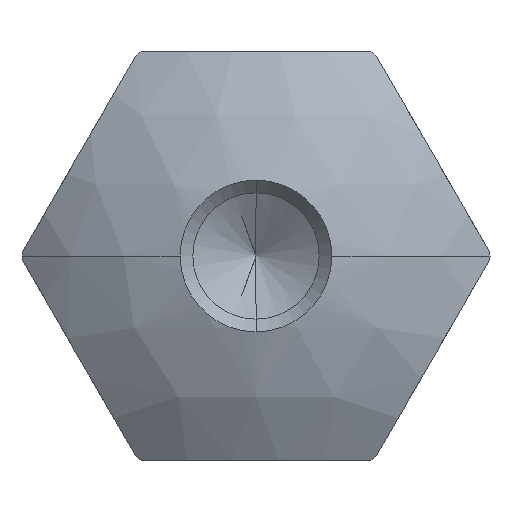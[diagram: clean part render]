
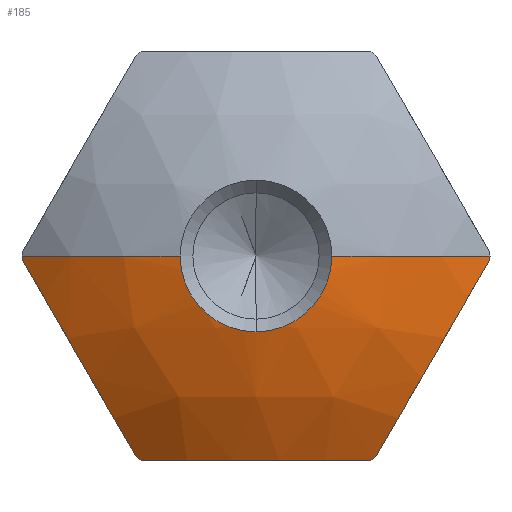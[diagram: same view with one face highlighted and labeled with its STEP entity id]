
A CAD part, front view. The second image highlights one B-rep face of the part: STEP entity #185.
In plain terms, the highlighted spherical face has radius 20 mm.
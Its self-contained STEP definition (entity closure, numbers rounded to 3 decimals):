
#8 = CARTESIAN_POINT ( 'NONE',  ( -12.6, -12.936, 0. ) ) ;
#12 = CARTESIAN_POINT ( 'NONE',  ( 4.083, -16.983, 0. ) ) ;
#13 = CARTESIAN_POINT ( 'NONE',  ( 6.145, -12.936, -11. ) ) ;
#15 = ORIENTED_EDGE ( 'NONE', *, *, #922, .T. ) ;
#17 = DIRECTION ( 'NONE',  ( 0.866, 0., -0.5 ) ) ;
#20 = AXIS2_PLACEMENT_3D ( 'NONE', #663, #655, #652 ) ;
#59 = AXIS2_PLACEMENT_3D ( 'NONE', #611, #17, #703 ) ;
#79 = DIRECTION ( 'NONE',  ( -1., 0., 0. ) ) ;
#96 = EDGE_CURVE ( 'NONE', #568, #218, #759, .T. ) ;
#101 = ORIENTED_EDGE ( 'NONE', *, *, #1118, .T. ) ;
#126 = CARTESIAN_POINT ( 'NONE',  ( -9.526, 2.596, -5.5 ) ) ;
#130 = ORIENTED_EDGE ( 'NONE', *, *, #137, .T. ) ;
#137 = EDGE_CURVE ( 'NONE', #710, #1101, #1018, .T. ) ;
#156 = ORIENTED_EDGE ( 'NONE', *, *, #368, .F. ) ;
#158 = DIRECTION ( 'NONE',  ( 0., -1., 0. ) ) ;
#185 = ADVANCED_FACE ( 'NONE', ( #472 ), #1254, .T. ) ;
#203 = AXIS2_PLACEMENT_3D ( 'NONE', #384, #1058, #477 ) ;
#216 = EDGE_LOOP ( 'NONE', ( #253, #101, #239, #15, #1002, #880, #872, #566, #672, #130, #156 ) ) ;
#218 = VERTEX_POINT ( 'NONE', #1200 ) ;
#219 = DIRECTION ( 'NONE',  ( -0.5, 0., 0.866 ) ) ;
#239 = ORIENTED_EDGE ( 'NONE', *, *, #781, .T. ) ;
#246 = VERTEX_POINT ( 'NONE', #912 ) ;
#253 = ORIENTED_EDGE ( 'NONE', *, *, #791, .T. ) ;
#256 = CARTESIAN_POINT ( 'NONE',  ( 12.599, -12.936, -0.178 ) ) ;
#266 = CARTESIAN_POINT ( 'NONE',  ( 6.454, -12.936, -10.822 ) ) ;
#268 = AXIS2_PLACEMENT_3D ( 'NONE', #1259, #675, #79 ) ;
#275 = AXIS2_PLACEMENT_3D ( 'NONE', #541, #438, #362 ) ;
#362 = DIRECTION ( 'NONE',  ( -1., 0., 0. ) ) ;
#368 = EDGE_CURVE ( 'NONE', #851, #1101, #649, .T. ) ;
#384 = CARTESIAN_POINT ( 'NONE',  ( 0., 2.596, 0. ) ) ;
#390 = DIRECTION ( 'NONE',  ( 0., 0., -1. ) ) ;
#417 = AXIS2_PLACEMENT_3D ( 'NONE', #967, #390, #1068 ) ;
#434 = EDGE_CURVE ( 'NONE', #903, #218, #1070, .T. ) ;
#438 = DIRECTION ( 'NONE',  ( 0., 0., -1. ) ) ;
#439 = CIRCLE ( 'NONE', #268, 20. ) ;
#440 = VERTEX_POINT ( 'NONE', #1107 ) ;
#451 = DIRECTION ( 'NONE',  ( 0., -1., 0. ) ) ;
#459 = AXIS2_PLACEMENT_3D ( 'NONE', #126, #813, #219 ) ;
#472 = FACE_OUTER_BOUND ( 'NONE', #216, .T. ) ;
#477 = DIRECTION ( 'NONE',  ( 1., 0., 0. ) ) ;
#541 = CARTESIAN_POINT ( 'NONE',  ( 0., 2.596, 0. ) ) ;
#544 = DIRECTION ( 'NONE',  ( 0., 1., 0. ) ) ;
#545 = DIRECTION ( 'NONE',  ( 0., 1., 0. ) ) ;
#566 = ORIENTED_EDGE ( 'NONE', *, *, #822, .T. ) ;
#568 = VERTEX_POINT ( 'NONE', #8 ) ;
#573 = CARTESIAN_POINT ( 'NONE',  ( -4.083, -16.983, 0. ) ) ;
#600 = VERTEX_POINT ( 'NONE', #12 ) ;
#611 = CARTESIAN_POINT ( 'NONE',  ( 9.526, 2.596, -5.5 ) ) ;
#629 = CIRCLE ( 'NONE', #897, 4.083 ) ;
#649 = CIRCLE ( 'NONE', #59, 16.703 ) ;
#652 = DIRECTION ( 'NONE',  ( 0., 0., -1. ) ) ;
#655 = DIRECTION ( 'NONE',  ( 0., -1., 0. ) ) ;
#661 = CIRCLE ( 'NONE', #1250, 12.6 ) ;
#663 = CARTESIAN_POINT ( 'NONE',  ( 0., -12.936, 0. ) ) ;
#672 = ORIENTED_EDGE ( 'NONE', *, *, #1157, .F. ) ;
#675 = DIRECTION ( 'NONE',  ( 0., 0., -1. ) ) ;
#696 = CIRCLE ( 'NONE', #417, 16.703 ) ;
#703 = DIRECTION ( 'NONE',  ( -0.5, 0., -0.866 ) ) ;
#710 = VERTEX_POINT ( 'NONE', #13 ) ;
#752 = CARTESIAN_POINT ( 'NONE',  ( 0., -12.936, 0. ) ) ;
#759 = CIRCLE ( 'NONE', #1170, 12.6 ) ;
#763 = AXIS2_PLACEMENT_3D ( 'NONE', #1129, #544, #1228 ) ;
#781 = EDGE_CURVE ( 'NONE', #600, #852, #629, .T. ) ;
#791 = EDGE_CURVE ( 'NONE', #851, #440, #917, .T. ) ;
#813 = DIRECTION ( 'NONE',  ( -0.866, 0., -0.5 ) ) ;
#822 = EDGE_CURVE ( 'NONE', #903, #246, #661, .T. ) ;
#850 = DIRECTION ( 'NONE',  ( 0., 0., -1. ) ) ;
#851 = VERTEX_POINT ( 'NONE', #256 ) ;
#852 = VERTEX_POINT ( 'NONE', #950 ) ;
#872 = ORIENTED_EDGE ( 'NONE', *, *, #434, .F. ) ;
#880 = ORIENTED_EDGE ( 'NONE', *, *, #96, .T. ) ;
#897 = AXIS2_PLACEMENT_3D ( 'NONE', #1115, #545, #1229 ) ;
#903 = VERTEX_POINT ( 'NONE', #1225 ) ;
#912 = CARTESIAN_POINT ( 'NONE',  ( -6.145, -12.936, -11. ) ) ;
#917 = CIRCLE ( 'NONE', #1160, 12.6 ) ;
#922 = EDGE_CURVE ( 'NONE', #852, #1099, #974, .T. ) ;
#950 = CARTESIAN_POINT ( 'NONE',  ( 0., -16.983, -4.083 ) ) ;
#958 = CIRCLE ( 'NONE', #203, 20. ) ;
#967 = CARTESIAN_POINT ( 'NONE',  ( 0., 2.596, -11. ) ) ;
#974 = CIRCLE ( 'NONE', #763, 4.083 ) ;
#1002 = ORIENTED_EDGE ( 'NONE', *, *, #1110, .F. ) ;
#1018 = CIRCLE ( 'NONE', #20, 12.6 ) ;
#1035 = CARTESIAN_POINT ( 'NONE',  ( 0., -12.936, 0. ) ) ;
#1058 = DIRECTION ( 'NONE',  ( 0., 0., 1. ) ) ;
#1068 = DIRECTION ( 'NONE',  ( -1., 0., 0. ) ) ;
#1070 = CIRCLE ( 'NONE', #459, 16.703 ) ;
#1099 = VERTEX_POINT ( 'NONE', #573 ) ;
#1101 = VERTEX_POINT ( 'NONE', #266 ) ;
#1107 = CARTESIAN_POINT ( 'NONE',  ( 12.6, -12.936, 0. ) ) ;
#1110 = EDGE_CURVE ( 'NONE', #568, #1099, #958, .T. ) ;
#1115 = CARTESIAN_POINT ( 'NONE',  ( 0., -16.983, 0. ) ) ;
#1118 = EDGE_CURVE ( 'NONE', #440, #600, #439, .T. ) ;
#1125 = DIRECTION ( 'NONE',  ( 0., 0., -1. ) ) ;
#1129 = CARTESIAN_POINT ( 'NONE',  ( 0., -16.983, 0. ) ) ;
#1133 = DIRECTION ( 'NONE',  ( 0., -1., 0. ) ) ;
#1137 = DIRECTION ( 'NONE',  ( 0., 0., -1. ) ) ;
#1138 = CARTESIAN_POINT ( 'NONE',  ( 0., -12.936, 0. ) ) ;
#1157 = EDGE_CURVE ( 'NONE', #710, #246, #696, .T. ) ;
#1160 = AXIS2_PLACEMENT_3D ( 'NONE', #1035, #451, #1137 ) ;
#1170 = AXIS2_PLACEMENT_3D ( 'NONE', #1138, #1133, #1125 ) ;
#1200 = CARTESIAN_POINT ( 'NONE',  ( -12.599, -12.936, -0.178 ) ) ;
#1225 = CARTESIAN_POINT ( 'NONE',  ( -6.454, -12.936, -10.822 ) ) ;
#1228 = DIRECTION ( 'NONE',  ( 0., 0., 1. ) ) ;
#1229 = DIRECTION ( 'NONE',  ( 0., 0., 1. ) ) ;
#1250 = AXIS2_PLACEMENT_3D ( 'NONE', #752, #158, #850 ) ;
#1254 = SPHERICAL_SURFACE ( 'NONE', #275, 20. ) ;
#1259 = CARTESIAN_POINT ( 'NONE',  ( 0., 2.596, 0. ) ) ;
